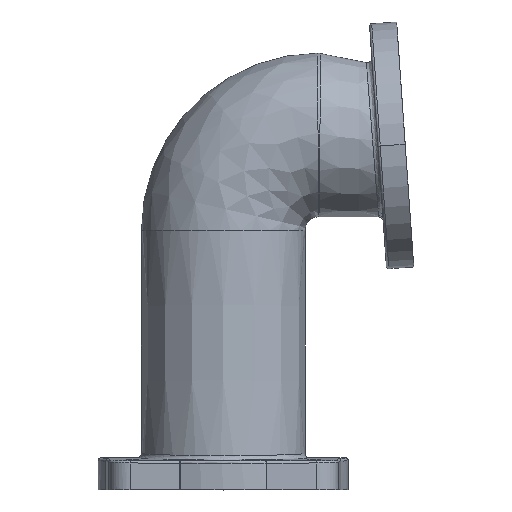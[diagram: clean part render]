
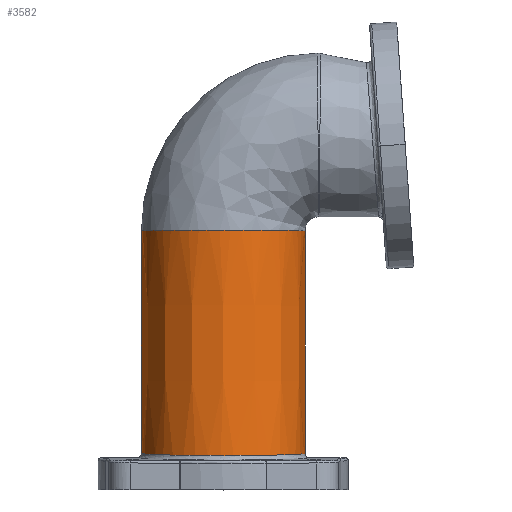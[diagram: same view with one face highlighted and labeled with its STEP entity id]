
A CAD part, top view. The second image highlights one B-rep face of the part: STEP entity #3582.
In plain terms, the highlighted free-form (B-spline) face has degree [3, 3] with [13, 4] control points.
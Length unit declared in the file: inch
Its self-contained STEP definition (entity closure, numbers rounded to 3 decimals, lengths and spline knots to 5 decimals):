
#1=CARTESIAN_POINT('',(2.25,1.12504,0.));
#2=CARTESIAN_POINT('',(2.25,1.12346,0.05718));
#3=CARTESIAN_POINT('',(2.24558,1.12019,0.17524));
#4=CARTESIAN_POINT('',(2.22334,1.11502,0.36202));
#5=CARTESIAN_POINT('',(2.18287,1.10961,0.5577));
#6=CARTESIAN_POINT('',(2.12169,1.10404,0.759));
#7=CARTESIAN_POINT('',(2.04,1.09855,0.95718));
#8=CARTESIAN_POINT('',(1.94015,1.09333,1.14576));
#9=CARTESIAN_POINT('',(1.82354,1.08841,1.32346));
#10=CARTESIAN_POINT('',(1.69059,1.08381,1.48976));
#11=CARTESIAN_POINT('',(1.54244,1.07957,1.64274));
#12=CARTESIAN_POINT('',(1.3804,1.07575,1.78088));
#13=CARTESIAN_POINT('',(1.20608,1.07236,1.90322));
#14=CARTESIAN_POINT('',(1.02103,1.06945,2.00869));
#15=CARTESIAN_POINT('',(0.82696,1.06702,2.09616));
#16=CARTESIAN_POINT('',(0.62537,1.06513,2.16472));
#17=CARTESIAN_POINT('',(0.41814,1.06376,2.21405));
#18=CARTESIAN_POINT('',(0.2072,1.06294,2.24373));
#19=CARTESIAN_POINT('',(-0.00549,1.06267,2.25339));
#20=CARTESIAN_POINT('',(-0.21814,1.06297,2.24268));
#21=CARTESIAN_POINT('',(-0.42892,1.06382,2.21199));
#22=CARTESIAN_POINT('',(-0.6359,1.06521,2.16166));
#23=CARTESIAN_POINT('',(-0.83715,1.06714,2.09212));
#24=CARTESIAN_POINT('',(-1.03077,1.06958,2.00371));
#25=CARTESIAN_POINT('',(-1.21529,1.07253,1.89735));
#26=CARTESIAN_POINT('',(-1.3891,1.07594,1.77411));
#27=CARTESIAN_POINT('',(-1.55041,1.07978,1.63521));
#28=CARTESIAN_POINT('',(-1.69751,1.08403,1.48184));
#29=CARTESIAN_POINT('',(-1.83,1.08866,1.31459));
#30=CARTESIAN_POINT('',(-1.94652,1.09363,1.13494));
#31=CARTESIAN_POINT('',(-2.04392,1.09879,0.94827));
#32=CARTESIAN_POINT('',(-2.12069,1.104,0.76042));
#33=CARTESIAN_POINT('',(-2.17737,1.10909,0.57653));
#34=CARTESIAN_POINT('',(-2.21684,1.11401,0.39854));
#35=CARTESIAN_POINT('',(-2.24333,1.11931,0.20715));
#36=CARTESIAN_POINT('',(-2.25,1.12309,0.07036));
#37=CARTESIAN_POINT('',(-2.25,1.12504,
0.));
#39=DIRECTION('',(0.,1.,0.));
#40=VECTOR('',#39,6.12496);
#41=CARTESIAN_POINT('',(-2.25,1.12504,
0.));
#42=LINE('',#41,#40);
#2252=CARTESIAN_POINT('',(-2.25,7.25,0.));
#2253=CARTESIAN_POINT('',(-2.25,7.25,0.29448));
#2254=CARTESIAN_POINT('',(-2.13285,7.25,0.88345));
#2255=CARTESIAN_POINT('',(-1.63241,7.25,1.63241));
#2256=CARTESIAN_POINT('',(-0.88345,7.25,2.13285));
#2257=CARTESIAN_POINT('',(0.,7.25,2.30858));
#2258=CARTESIAN_POINT('',(0.88345,7.25,2.13285));
#2259=CARTESIAN_POINT('',(1.63241,7.25,1.63241));
#2260=CARTESIAN_POINT('',(2.13285,7.25,0.88345));
#2261=CARTESIAN_POINT('',(2.25,7.25,0.29448));
#2262=CARTESIAN_POINT('',(2.25,7.25,0.));
#2371=DIRECTION('',(0.,1.,0.));
#2372=VECTOR('',#2371,6.12496);
#2373=CARTESIAN_POINT('',(2.25,1.12504,
0.));
#2374=LINE('',#2373,#2372);
#3161=VERTEX_POINT('',#2252);
#3162=VERTEX_POINT('',#2262);
#3185=VERTEX_POINT('',#1);
#3186=VERTEX_POINT('',#37);
#3519=CARTESIAN_POINT('',(-2.24552,0.93902,
-0.14126));
#3520=CARTESIAN_POINT('',(-2.24552,3.08393,
-0.14126));
#3521=CARTESIAN_POINT('',(-2.24552,5.22884,
-0.14126));
#3522=CARTESIAN_POINT('',(-2.24552,7.37374,
-0.14126));
#3523=CARTESIAN_POINT('',(-2.2485,0.93902,
-0.09424));
#3524=CARTESIAN_POINT('',(-2.2485,3.08393,
-0.09424));
#3525=CARTESIAN_POINT('',(-2.2485,5.22884,
-0.09424));
#3526=CARTESIAN_POINT('',(-2.2485,7.37374,
-0.09424));
#3527=CARTESIAN_POINT('',(-2.25937,0.93902,
0.24737));
#3528=CARTESIAN_POINT('',(-2.25937,3.08393,
0.24737));
#3529=CARTESIAN_POINT('',(-2.25937,5.22884,
0.24737));
#3530=CARTESIAN_POINT('',(-2.25937,7.37374,
0.24737));
#3531=CARTESIAN_POINT('',(-2.13285,0.93902,
0.88345));
#3532=CARTESIAN_POINT('',(-2.13285,3.08393,
0.88345));
#3533=CARTESIAN_POINT('',(-2.13285,5.22884,
0.88345));
#3534=CARTESIAN_POINT('',(-2.13285,7.37374,
0.88345));
#3535=CARTESIAN_POINT('',(-1.63241,0.93902,
1.63241));
#3536=CARTESIAN_POINT('',(-1.63241,3.08393,1.63241));
#3537=CARTESIAN_POINT('',(-1.63241,5.22884,1.63241));
#3538=CARTESIAN_POINT('',(-1.63241,7.37374,1.63241));
#3539=CARTESIAN_POINT('',(-0.88345,0.93902,
2.13285));
#3540=CARTESIAN_POINT('',(-0.88345,3.08393,
2.13285));
#3541=CARTESIAN_POINT('',(-0.88345,5.22884,
2.13285));
#3542=CARTESIAN_POINT('',(-0.88345,7.37374,
2.13285));
#3543=CARTESIAN_POINT('',(0.,0.93902,2.30858));
#3544=CARTESIAN_POINT('',(0.,3.08393,2.30858));
#3545=CARTESIAN_POINT('',(0.,5.22884,2.30858));
#3546=CARTESIAN_POINT('',(0.,7.37374,2.30858));
#3547=CARTESIAN_POINT('',(0.88345,0.93902,
2.13285));
#3548=CARTESIAN_POINT('',(0.88345,3.08393,2.13285));
#3549=CARTESIAN_POINT('',(0.88345,5.22884,2.13285));
#3550=CARTESIAN_POINT('',(0.88345,7.37374,2.13285));
#3551=CARTESIAN_POINT('',(1.63241,0.93902,1.63241));
#3552=CARTESIAN_POINT('',(1.63241,3.08393,1.63241));
#3553=CARTESIAN_POINT('',(1.63241,5.22884,1.63241));
#3554=CARTESIAN_POINT('',(1.63241,7.37374,1.63241));
#3555=CARTESIAN_POINT('',(2.13285,0.93902,
0.88345));
#3556=CARTESIAN_POINT('',(2.13285,3.08393,0.88345));
#3557=CARTESIAN_POINT('',(2.13285,5.22884,0.88345));
#3558=CARTESIAN_POINT('',(2.13285,7.37374,0.88345));
#3559=CARTESIAN_POINT('',(2.25937,0.93902,
0.24737));
#3560=CARTESIAN_POINT('',(2.25937,3.08393,0.24737));
#3561=CARTESIAN_POINT('',(2.25937,5.22884,0.24737));
#3562=CARTESIAN_POINT('',(2.25937,7.37374,0.24737));
#3563=CARTESIAN_POINT('',(2.2485,0.93902,
-0.09424));
#3564=CARTESIAN_POINT('',(2.2485,3.08393,
-0.09424));
#3565=CARTESIAN_POINT('',(2.2485,5.22884,
-0.09424));
#3566=CARTESIAN_POINT('',(2.2485,7.37374,
-0.09424));
#3567=CARTESIAN_POINT('',(2.24552,0.93902,
-0.14126));
#3568=CARTESIAN_POINT('',(2.24552,3.08393,
-0.14126));
#3569=CARTESIAN_POINT('',(2.24552,5.22884,
-0.14126));
#3570=CARTESIAN_POINT('',(2.24552,7.37374,
-0.14126));
#3571=B_SPLINE_SURFACE_WITH_KNOTS('',3,3,((#3519,#3520,#3521,#3522),(#3523,
#3524,#3525,#3526),(#3527,#3528,#3529,#3530),(#3531,#3532,#3533,#3534),(#3535,
#3536,#3537,#3538),(#3539,#3540,#3541,#3542),(#3543,#3544,#3545,#3546),(#3547,
#3548,#3549,#3550),(#3551,#3552,#3553,#3554),(#3555,#3556,#3557,#3558),(#3559,
#3560,#3561,#3562),(#3563,#3564,#3565,#3566),(#3567,#3568,#3569,#3570)),
.UNSPECIFIED.,.F.,.F.,.F.,(4,1,1,1,1,1,1,1,1,1,4),(4,4),(-0.01,0.,0.0625,
0.125,0.1875,0.25,0.3125,0.375,0.4375,0.5,0.51),(
0.12952,1.01707),.UNSPECIFIED.);
#3573=ORIENTED_EDGE('',*,*,#3572,.T.);
#3575=ORIENTED_EDGE('',*,*,#3574,.T.);
#3577=ORIENTED_EDGE('',*,*,#3576,.T.);
#3579=ORIENTED_EDGE('',*,*,#3578,.F.);
#3580=EDGE_LOOP('',(#3573,#3575,#3577,#3579));
#3581=FACE_OUTER_BOUND('',#3580,.F.);
#38=B_SPLINE_CURVE_WITH_KNOTS('',3,(#1,#2,#3,#4,#5,#6,#7,#8,#9,#10,#11,#12,#13,
#14,#15,#16,#17,#18,#19,#20,#21,#22,#23,#24,#25,#26,#27,#28,#29,#30,#31,#32,#33,
#34,#35,#36,#37),.UNSPECIFIED.,.F.,.F.,(4,1,1,1,1,1,1,1,1,1,1,1,1,1,1,1,1,1,1,1,
1,1,1,1,1,1,1,1,1,1,1,1,1,1,4),(0.,0.02941,0.05882,
0.08824,0.11765,0.14706,0.17647,
0.20588,0.23529,0.26471,0.29412,
0.32353,0.35294,0.38235,0.41176,
0.44118,0.47059,0.5,0.52941,0.55882,
0.58824,0.61765,0.64706,0.67647,
0.70588,0.73529,0.76471,0.79412,
0.82353,0.85294,0.88235,0.91176,
0.94118,0.97059,1.),.UNSPECIFIED.);
#2263=B_SPLINE_CURVE_WITH_KNOTS('',3,(#2252,#2253,#2254,#2255,#2256,#2257,#2258,
#2259,#2260,#2261,#2262),.UNSPECIFIED.,.F.,.F.,(4,1,1,1,1,1,1,1,4),(0.,
0.125,0.25,0.375,0.5,0.625,0.75,0.875,1.),.UNSPECIFIED.);
#3572=EDGE_CURVE('',#3185,#3186,#38,.T.);
#3574=EDGE_CURVE('',#3186,#3161,#42,.T.);
#3576=EDGE_CURVE('',#3161,#3162,#2263,.T.);
#3578=EDGE_CURVE('',#3185,#3162,#2374,.T.);
#3582=ADVANCED_FACE('',(#3581),#3571,.T.);
